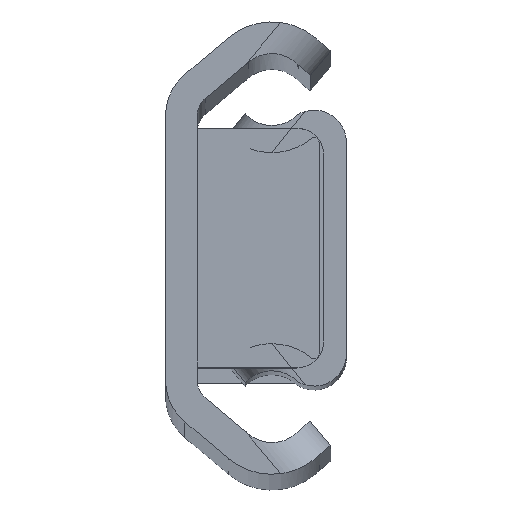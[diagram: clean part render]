
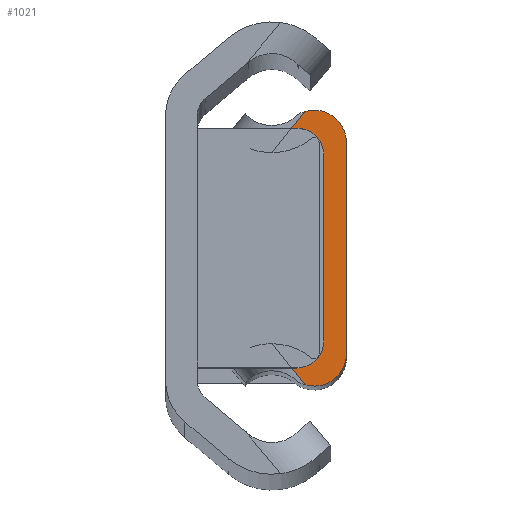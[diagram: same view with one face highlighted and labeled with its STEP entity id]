
A CAD part, top view. The second image highlights one B-rep face of the part: STEP entity #1021.
In plain terms, the highlighted planar face has unit normal (0, 0, 1).
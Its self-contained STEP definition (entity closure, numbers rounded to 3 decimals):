
#75 = DIRECTION ( 'NONE',  ( 0., 0., 1. ) ) ;
#103 = CARTESIAN_POINT ( 'NONE',  ( -3.3, -7.012, 0. ) ) ;
#121 = CARTESIAN_POINT ( 'NONE',  ( -6.911, -0.251, 0. ) ) ;
#158 = EDGE_CURVE ( 'NONE', #3493, #4859, #1729, .T. ) ;
#167 = CARTESIAN_POINT ( 'NONE',  ( -1.838, -6.041, 0. ) ) ;
#176 = EDGE_CURVE ( 'NONE', #1765, #1670, #5092, .T. ) ;
#290 = CARTESIAN_POINT ( 'NONE',  ( -2.348, -5.408, 0. ) ) ;
#401 = DIRECTION ( 'NONE',  ( 0., 0., 1. ) ) ;
#409 = EDGE_CURVE ( 'NONE', #2195, #4869, #4966, .T. ) ;
#590 = ORIENTED_EDGE ( 'NONE', *, *, #4422, .T. ) ;
#648 = CARTESIAN_POINT ( 'NONE',  ( -1.431, 4.669, 0. ) ) ;
#744 = DIRECTION ( 'NONE',  ( 1., 0., 0. ) ) ;
#965 = VECTOR ( 'NONE', #2548, 1000. ) ;
#1000 = CARTESIAN_POINT ( 'NONE',  ( -3.302, 4.225, 0. ) ) ;
#1008 = LINE ( 'NONE', #121, #4538 ) ;
#1021 = ADVANCED_FACE ( 'NONE', ( #5232 ), #2703, .T. ) ;
#1056 = CARTESIAN_POINT ( 'NONE',  ( -1.431, -4.669, 0. ) ) ;
#1084 = CIRCLE ( 'NONE', #3354, 2.787 ) ;
#1126 = DIRECTION ( 'NONE',  ( 0., 0., 1. ) ) ;
#1156 = CIRCLE ( 'NONE', #4712, 1.431 ) ;
#1195 = EDGE_CURVE ( 'NONE', #4869, #1329, #2472, .T. ) ;
#1327 = ORIENTED_EDGE ( 'NONE', *, *, #1785, .T. ) ;
#1329 = VERTEX_POINT ( 'NONE', #167 ) ;
#1365 = ORIENTED_EDGE ( 'NONE', *, *, #158, .T. ) ;
#1381 = CARTESIAN_POINT ( 'NONE',  ( 0., -4.669, 0. ) ) ;
#1397 = VERTEX_POINT ( 'NONE', #5465 ) ;
#1402 = EDGE_CURVE ( 'NONE', #1329, #1765, #3747, .T. ) ;
#1492 = VECTOR ( 'NONE', #2040, 1000. ) ;
#1595 = CARTESIAN_POINT ( 'NONE',  ( -3.302, -4.225, 0. ) ) ;
#1605 = AXIS2_PLACEMENT_3D ( 'NONE', #648, #2903, #2016 ) ;
#1670 = VERTEX_POINT ( 'NONE', #3465 ) ;
#1729 = LINE ( 'NONE', #5179, #965 ) ;
#1765 = VERTEX_POINT ( 'NONE', #1381 ) ;
#1785 = EDGE_CURVE ( 'NONE', #1670, #1397, #1156, .T. ) ;
#1825 = ORIENTED_EDGE ( 'NONE', *, *, #2897, .T. ) ;
#1840 = DIRECTION ( 'NONE',  ( 1., 0., 0. ) ) ;
#1863 = CARTESIAN_POINT ( 'NONE',  ( -1.49, 4.892, 0. ) ) ;
#1978 = VERTEX_POINT ( 'NONE', #1863 ) ;
#2011 = AXIS2_PLACEMENT_3D ( 'NONE', #4176, #1126, #744 ) ;
#2016 = DIRECTION ( 'NONE',  ( 1., 0., 0. ) ) ;
#2040 = DIRECTION ( 'NONE',  ( 0.628, -0.779, 0. ) ) ;
#2059 = CARTESIAN_POINT ( 'NONE',  ( 0., 0., 0. ) ) ;
#2060 = CARTESIAN_POINT ( 'NONE',  ( -3.3, 7.012, 0. ) ) ;
#2120 = ORIENTED_EDGE ( 'NONE', *, *, #4370, .T. ) ;
#2173 = AXIS2_PLACEMENT_3D ( 'NONE', #2915, #5093, #4669 ) ;
#2195 = VERTEX_POINT ( 'NONE', #2797 ) ;
#2317 = ORIENTED_EDGE ( 'NONE', *, *, #1402, .T. ) ;
#2472 = LINE ( 'NONE', #290, #1492 ) ;
#2489 = DIRECTION ( 'NONE',  ( 1., 0., 0. ) ) ;
#2548 = DIRECTION ( 'NONE',  ( 0., -1., 0. ) ) ;
#2617 = EDGE_CURVE ( 'NONE', #1397, #3255, #1008, .T. ) ;
#2703 = PLANE ( 'NONE',  #5507 ) ;
#2788 = DIRECTION ( 'NONE',  ( 1., 0., 0. ) ) ;
#2797 = CARTESIAN_POINT ( 'NONE',  ( -1.49, -4.892, 0. ) ) ;
#2897 = EDGE_CURVE ( 'NONE', #1978, #3493, #4903, .T. ) ;
#2903 = DIRECTION ( 'NONE',  ( 0., 0., -1. ) ) ;
#2915 = CARTESIAN_POINT ( 'NONE',  ( -1.431, -4.669, 0. ) ) ;
#3042 = AXIS2_PLACEMENT_3D ( 'NONE', #103, #75, #4926 ) ;
#3116 = CARTESIAN_POINT ( 'NONE',  ( -1.431, 4.669, 0. ) ) ;
#3255 = VERTEX_POINT ( 'NONE', #1000 ) ;
#3354 = AXIS2_PLACEMENT_3D ( 'NONE', #2060, #401, #2489 ) ;
#3465 = CARTESIAN_POINT ( 'NONE',  ( 0., 4.669, 0. ) ) ;
#3469 = ORIENTED_EDGE ( 'NONE', *, *, #409, .T. ) ;
#3493 = VERTEX_POINT ( 'NONE', #3673 ) ;
#3673 = CARTESIAN_POINT ( 'NONE',  ( -1.2, 4.669, 0. ) ) ;
#3747 = CIRCLE ( 'NONE', #2011, 1.431 ) ;
#3862 = DIRECTION ( 'NONE',  ( 0., 1., 0. ) ) ;
#3864 = ORIENTED_EDGE ( 'NONE', *, *, #1195, .T. ) ;
#4056 = ORIENTED_EDGE ( 'NONE', *, *, #2617, .T. ) ;
#4176 = CARTESIAN_POINT ( 'NONE',  ( -1.431, -4.669, 0. ) ) ;
#4370 = EDGE_CURVE ( 'NONE', #4859, #2195, #4828, .T. ) ;
#4422 = EDGE_CURVE ( 'NONE', #3255, #1978, #1084, .T. ) ;
#4456 = DIRECTION ( 'NONE',  ( 0., 0., 1. ) ) ;
#4538 = VECTOR ( 'NONE', #4861, 1000. ) ;
#4667 = EDGE_LOOP ( 'NONE', ( #1327, #4056, #590, #1825, #1365, #2120, #3469, #3864, #2317, #5549 ) ) ;
#4669 = DIRECTION ( 'NONE',  ( 1., 0., 0. ) ) ;
#4712 = AXIS2_PLACEMENT_3D ( 'NONE', #3116, #4867, #1840 ) ;
#4828 = CIRCLE ( 'NONE', #2173, 0.231 ) ;
#4859 = VERTEX_POINT ( 'NONE', #5172 ) ;
#4861 = DIRECTION ( 'NONE',  ( -0.628, -0.779, 0. ) ) ;
#4867 = DIRECTION ( 'NONE',  ( 0., 0., 1. ) ) ;
#4869 = VERTEX_POINT ( 'NONE', #1595 ) ;
#4903 = CIRCLE ( 'NONE', #1605, 0.231 ) ;
#4926 = DIRECTION ( 'NONE',  ( 1., 0., 0. ) ) ;
#4966 = CIRCLE ( 'NONE', #3042, 2.788 ) ;
#5092 = LINE ( 'NONE', #2059, #5423 ) ;
#5093 = DIRECTION ( 'NONE',  ( 0., 0., -1. ) ) ;
#5172 = CARTESIAN_POINT ( 'NONE',  ( -1.2, -4.669, 0. ) ) ;
#5179 = CARTESIAN_POINT ( 'NONE',  ( -1.2, 0., 0. ) ) ;
#5232 = FACE_OUTER_BOUND ( 'NONE', #4667, .T. ) ;
#5423 = VECTOR ( 'NONE', #3862, 1000. ) ;
#5465 = CARTESIAN_POINT ( 'NONE',  ( -1.838, 6.041, 0. ) ) ;
#5507 = AXIS2_PLACEMENT_3D ( 'NONE', #1056, #4456, #2788 ) ;
#5549 = ORIENTED_EDGE ( 'NONE', *, *, #176, .T. ) ;
